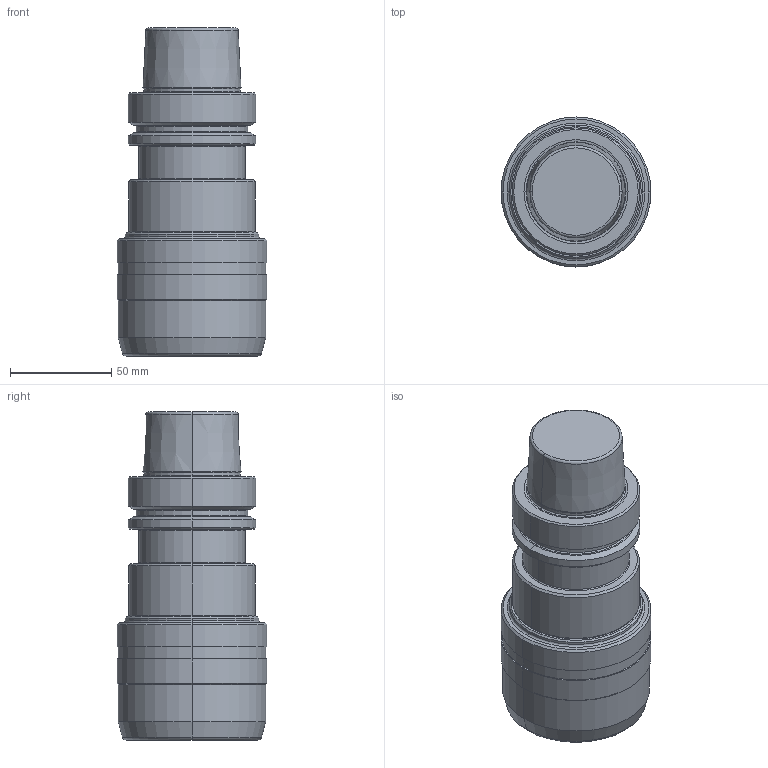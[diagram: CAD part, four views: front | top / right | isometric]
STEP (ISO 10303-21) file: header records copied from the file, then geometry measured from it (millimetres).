
FILE_DESCRIPTION (( 'STEP AP203' ), '1' );
FILE_NAME ('HSK-A C32 130 AD-6.3G20000 SL.STEP', '2019-05-18T10:02:28', ( '' ), ( '' ), 'SwSTEP 2.0', 'SolidWorks 2014', '' );
FILE_SCHEMA (( 'CONFIG_CONTROL_DESIGN' ));
Length unit declared in the file: millimetre
Products named in the file (1): HSK-A C32 130 AD-6.3G20000 SL
Bounding box: 74 x 74 x 161.9 mm (x, y, z)
Volume: 501555.7 mm3; surface area: 41785.8 mm2
Topology: 1 solids, 1 shells, 78 faces, 154 edges, 88 vertices
Faces by surface type: cone 24, cylinder 22, torus 20, plane 12
Entity records: 2091 total; most frequent: DIRECTION 420, CARTESIAN_POINT 321, ORIENTED_EDGE 308, AXIS2_PLACEMENT_3D 187, EDGE_CURVE 154, CIRCLE 108, VERTEX_POINT 88, EDGE_LOOP 88
